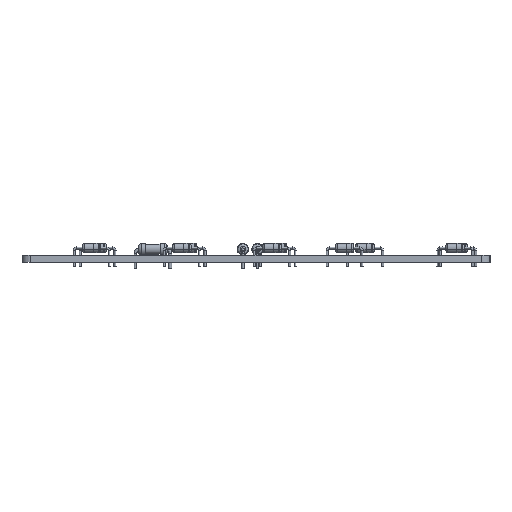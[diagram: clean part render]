
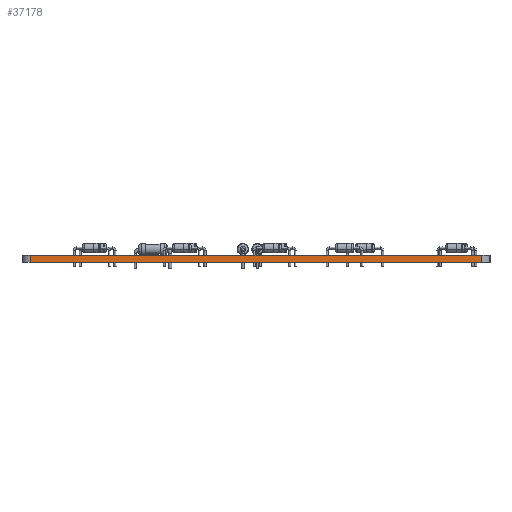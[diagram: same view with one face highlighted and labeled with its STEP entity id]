
A CAD part, left-side view. The second image highlights one B-rep face of the part: STEP entity #37178.
In plain terms, the highlighted planar face has unit normal (-1, 0, 0).
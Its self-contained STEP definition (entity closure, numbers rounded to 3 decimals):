
#3445 = PLANE('',#3446);
#3446 = AXIS2_PLACEMENT_3D('',#3447,#3448,#3449);
#3447 = CARTESIAN_POINT('',(201.186,-65.494,1.6));
#3448 = DIRECTION('',(0.,0.,1.));
#3449 = DIRECTION('',(1.,0.,0.));
#3473 = CYLINDRICAL_SURFACE('',#3474,1.905);
#3474 = AXIS2_PLACEMENT_3D('',#3475,#3476,#3477);
#3475 = CARTESIAN_POINT('',(27.305,-17.78,0.));
#3476 = DIRECTION('',(0.,0.,-1.));
#3477 = DIRECTION('',(1.,0.,0.));
#3499 = PLANE('',#3500);
#3500 = AXIS2_PLACEMENT_3D('',#3501,#3502,#3503);
#3501 = CARTESIAN_POINT('',(201.186,-65.494,0.));
#3502 = DIRECTION('',(0.,0.,1.));
#3503 = DIRECTION('',(1.,0.,0.));
#3594 = VERTEX_POINT('',#3595);
#3595 = CARTESIAN_POINT('',(25.4,-17.78,1.6));
#3617 = EDGE_CURVE('',#3618,#3594,#3620,.T.);
#3618 = VERTEX_POINT('',#3619);
#3619 = CARTESIAN_POINT('',(25.4,-17.78,0.));
#3620 = SURFACE_CURVE('',#3621,(#3625,#3632),.PCURVE_S1.);
#3621 = LINE('',#3622,#3623);
#3622 = CARTESIAN_POINT('',(25.4,-17.78,0.));
#3623 = VECTOR('',#3624,1.);
#3624 = DIRECTION('',(0.,0.,1.));
#3625 = PCURVE('',#3473,#3626);
#3626 = DEFINITIONAL_REPRESENTATION('',(#3627),#3631);
#3627 = LINE('',#3628,#3629);
#3628 = CARTESIAN_POINT('',(-3.142,0.));
#3629 = VECTOR('',#3630,1.);
#3630 = DIRECTION('',(0.,-1.));
#3631 = ( GEOMETRIC_REPRESENTATION_CONTEXT(2) 
PARAMETRIC_REPRESENTATION_CONTEXT() REPRESENTATION_CONTEXT('2D SPACE',''
  ) );
#3632 = PCURVE('',#3633,#3638);
#3633 = PLANE('',#3634);
#3634 = AXIS2_PLACEMENT_3D('',#3635,#3636,#3637);
#3635 = CARTESIAN_POINT('',(25.4,-17.78,0.));
#3636 = DIRECTION('',(1.,0.,0.));
#3637 = DIRECTION('',(0.,-1.,0.));
#3638 = DEFINITIONAL_REPRESENTATION('',(#3639),#3643);
#3639 = LINE('',#3640,#3641);
#3640 = CARTESIAN_POINT('',(0.,0.));
#3641 = VECTOR('',#3642,1.);
#3642 = DIRECTION('',(0.,-1.));
#3643 = ( GEOMETRIC_REPRESENTATION_CONTEXT(2) 
PARAMETRIC_REPRESENTATION_CONTEXT() REPRESENTATION_CONTEXT('2D SPACE',''
  ) );
#3672 = EDGE_CURVE('',#3618,#3673,#3675,.T.);
#3673 = VERTEX_POINT('',#3674);
#3674 = CARTESIAN_POINT('',(25.4,-116.205,0.));
#3675 = SURFACE_CURVE('',#3676,(#3680,#3687),.PCURVE_S1.);
#3676 = LINE('',#3677,#3678);
#3677 = CARTESIAN_POINT('',(25.4,-17.78,0.));
#3678 = VECTOR('',#3679,1.);
#3679 = DIRECTION('',(0.,-1.,0.));
#3680 = PCURVE('',#3499,#3681);
#3681 = DEFINITIONAL_REPRESENTATION('',(#3682),#3686);
#3682 = LINE('',#3683,#3684);
#3683 = CARTESIAN_POINT('',(-175.786,47.714));
#3684 = VECTOR('',#3685,1.);
#3685 = DIRECTION('',(0.,-1.));
#3686 = ( GEOMETRIC_REPRESENTATION_CONTEXT(2) 
PARAMETRIC_REPRESENTATION_CONTEXT() REPRESENTATION_CONTEXT('2D SPACE',''
  ) );
#3687 = PCURVE('',#3633,#3688);
#3688 = DEFINITIONAL_REPRESENTATION('',(#3689),#3693);
#3689 = LINE('',#3690,#3691);
#3690 = CARTESIAN_POINT('',(0.,0.));
#3691 = VECTOR('',#3692,1.);
#3692 = DIRECTION('',(1.,0.));
#3693 = ( GEOMETRIC_REPRESENTATION_CONTEXT(2) 
PARAMETRIC_REPRESENTATION_CONTEXT() REPRESENTATION_CONTEXT('2D SPACE',''
  ) );
#3712 = CYLINDRICAL_SURFACE('',#3713,1.905);
#3713 = AXIS2_PLACEMENT_3D('',#3714,#3715,#3716);
#3714 = CARTESIAN_POINT('',(27.305,-116.205,0.));
#3715 = DIRECTION('',(0.,0.,-1.));
#3716 = DIRECTION('',(1.,0.,0.));
#21892 = EDGE_CURVE('',#3594,#21893,#21895,.T.);
#21893 = VERTEX_POINT('',#21894);
#21894 = CARTESIAN_POINT('',(25.4,-116.205,1.6));
#21895 = SURFACE_CURVE('',#21896,(#21900,#21907),.PCURVE_S1.);
#21896 = LINE('',#21897,#21898);
#21897 = CARTESIAN_POINT('',(25.4,-17.78,1.6));
#21898 = VECTOR('',#21899,1.);
#21899 = DIRECTION('',(0.,-1.,0.));
#21900 = PCURVE('',#3445,#21901);
#21901 = DEFINITIONAL_REPRESENTATION('',(#21902),#21906);
#21902 = LINE('',#21903,#21904);
#21903 = CARTESIAN_POINT('',(-175.786,47.714));
#21904 = VECTOR('',#21905,1.);
#21905 = DIRECTION('',(0.,-1.));
#21906 = ( GEOMETRIC_REPRESENTATION_CONTEXT(2) 
PARAMETRIC_REPRESENTATION_CONTEXT() REPRESENTATION_CONTEXT('2D SPACE',''
  ) );
#21907 = PCURVE('',#3633,#21908);
#21908 = DEFINITIONAL_REPRESENTATION('',(#21909),#21913);
#21909 = LINE('',#21910,#21911);
#21910 = CARTESIAN_POINT('',(0.,-1.6));
#21911 = VECTOR('',#21912,1.);
#21912 = DIRECTION('',(1.,0.));
#21913 = ( GEOMETRIC_REPRESENTATION_CONTEXT(2) 
PARAMETRIC_REPRESENTATION_CONTEXT() REPRESENTATION_CONTEXT('2D SPACE',''
  ) );
#37178 = ADVANCED_FACE('',(#37179),#3633,.F.);
#37179 = FACE_BOUND('',#37180,.F.);
#37180 = EDGE_LOOP('',(#37181,#37182,#37183,#37204));
#37181 = ORIENTED_EDGE('',*,*,#3617,.T.);
#37182 = ORIENTED_EDGE('',*,*,#21892,.T.);
#37183 = ORIENTED_EDGE('',*,*,#37184,.F.);
#37184 = EDGE_CURVE('',#3673,#21893,#37185,.T.);
#37185 = SURFACE_CURVE('',#37186,(#37190,#37197),.PCURVE_S1.);
#37186 = LINE('',#37187,#37188);
#37187 = CARTESIAN_POINT('',(25.4,-116.205,0.));
#37188 = VECTOR('',#37189,1.);
#37189 = DIRECTION('',(0.,0.,1.));
#37190 = PCURVE('',#3633,#37191);
#37191 = DEFINITIONAL_REPRESENTATION('',(#37192),#37196);
#37192 = LINE('',#37193,#37194);
#37193 = CARTESIAN_POINT('',(98.425,0.));
#37194 = VECTOR('',#37195,1.);
#37195 = DIRECTION('',(0.,-1.));
#37196 = ( GEOMETRIC_REPRESENTATION_CONTEXT(2) 
PARAMETRIC_REPRESENTATION_CONTEXT() REPRESENTATION_CONTEXT('2D SPACE',''
  ) );
#37197 = PCURVE('',#3712,#37198);
#37198 = DEFINITIONAL_REPRESENTATION('',(#37199),#37203);
#37199 = LINE('',#37200,#37201);
#37200 = CARTESIAN_POINT('',(-3.142,0.));
#37201 = VECTOR('',#37202,1.);
#37202 = DIRECTION('',(0.,-1.));
#37203 = ( GEOMETRIC_REPRESENTATION_CONTEXT(2) 
PARAMETRIC_REPRESENTATION_CONTEXT() REPRESENTATION_CONTEXT('2D SPACE',''
  ) );
#37204 = ORIENTED_EDGE('',*,*,#3672,.F.);
